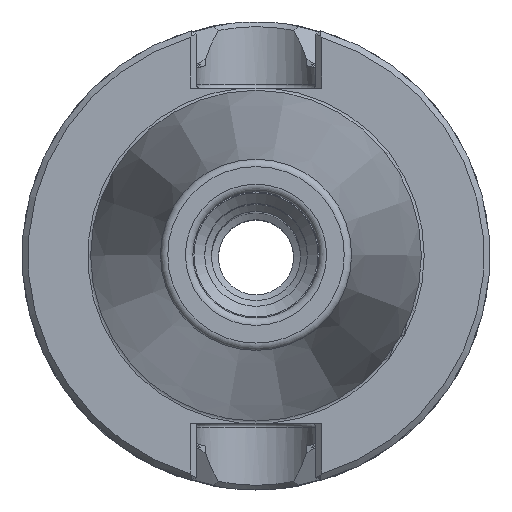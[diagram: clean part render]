
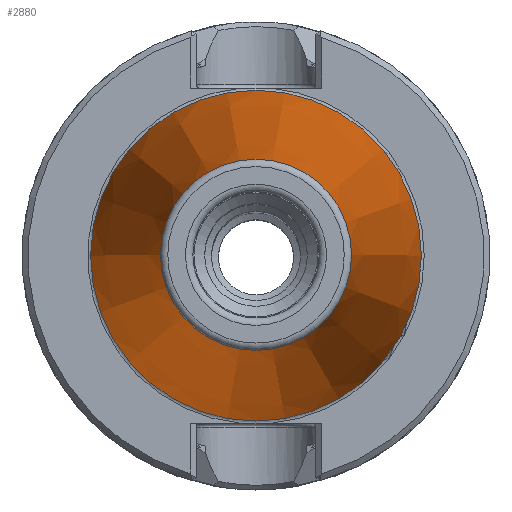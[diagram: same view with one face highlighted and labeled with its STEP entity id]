
A CAD part, top view. The second image highlights one B-rep face of the part: STEP entity #2880.
In plain terms, the highlighted conical face has half-angle 8.297 degrees and reference radius 12.871 mm.
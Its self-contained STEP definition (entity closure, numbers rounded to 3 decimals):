
#296=CONICAL_SURFACE('',#3087,12.871,0.145);
#654=ORIENTED_EDGE('',*,*,#815,.T.);
#655=ORIENTED_EDGE('',*,*,#980,.F.);
#815=EDGE_CURVE('',#1060,#1060,#1245,.T.);
#980=EDGE_CURVE('',#1169,#1169,#1284,.T.);
#1060=VERTEX_POINT('',#3843);
#1169=VERTEX_POINT('',#4416);
#1245=CIRCLE('',#2968,22.268);
#1284=CIRCLE('',#3086,12.871);
#1431=EDGE_LOOP('',(#654));
#1432=EDGE_LOOP('',(#655));
#1649=FACE_BOUND('',#1431,.T.);
#1650=FACE_BOUND('',#1432,.T.);
#2880=ADVANCED_FACE('',(#1649,#1650),#296,.T.);
#2968=AXIS2_PLACEMENT_3D('',#3842,#3245,#3246);
#3086=AXIS2_PLACEMENT_3D('',#4415,#3545,#3546);
#3087=AXIS2_PLACEMENT_3D('',#4417,#3547,#3548);
#3245=DIRECTION('',(0.,0.,1.));
#3246=DIRECTION('',(1.,0.,0.));
#3545=DIRECTION('',(0.,0.,1.));
#3546=DIRECTION('',(1.,0.,0.));
#3547=DIRECTION('',(0.,0.,-1.));
#3548=DIRECTION('',(-1.,0.,0.));
#3842=CARTESIAN_POINT('',(0.,0.,0.106));
#3843=CARTESIAN_POINT('',(22.268,0.,0.106));
#4415=CARTESIAN_POINT('',(0.,0.,64.544));
#4416=CARTESIAN_POINT('',(12.871,0.,64.544));
#4417=CARTESIAN_POINT('',(0.,0.,64.544));
